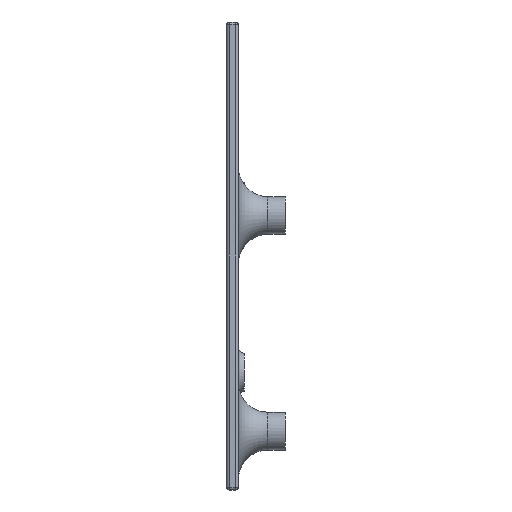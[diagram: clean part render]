
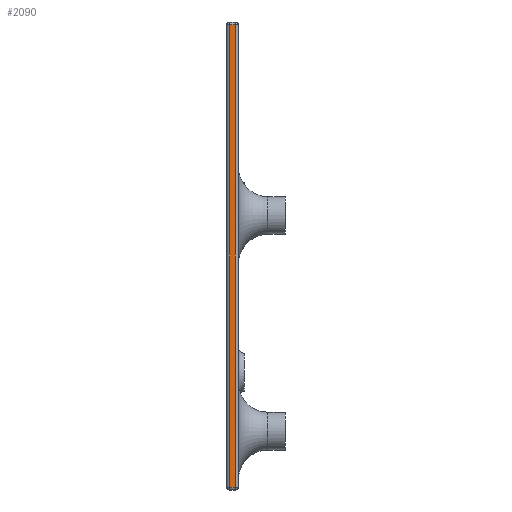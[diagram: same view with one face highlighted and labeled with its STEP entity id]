
A CAD part, left-side view. The second image highlights one B-rep face of the part: STEP entity #2090.
In plain terms, the highlighted planar face has unit normal (-1, 0, 0).
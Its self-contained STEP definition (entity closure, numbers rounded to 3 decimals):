
#66=PLANE('',#2368);
#161=LINE('',#4402,#261);
#164=LINE('',#4406,#264);
#168=LINE('',#4538,#268);
#171=LINE('',#4543,#271);
#261=VECTOR('',#2827,10.);
#264=VECTOR('',#2832,10.);
#268=VECTOR('',#2840,10.);
#271=VECTOR('',#2847,10.);
#498=FACE_OUTER_BOUND('',#664,.T.);
#664=EDGE_LOOP('',(#1809,#1810,#1811,#1812));
#942=VERTEX_POINT('',#3702);
#951=VERTEX_POINT('',#3849);
#956=VERTEX_POINT('',#3859);
#964=VERTEX_POINT('',#3881);
#1203=EDGE_CURVE('',#951,#964,#161,.T.);
#1206=EDGE_CURVE('',#964,#956,#164,.T.);
#1212=EDGE_CURVE('',#956,#942,#168,.T.);
#1215=EDGE_CURVE('',#942,#951,#171,.T.);
#1809=ORIENTED_EDGE('',*,*,#1203,.F.);
#1810=ORIENTED_EDGE('',*,*,#1215,.F.);
#1811=ORIENTED_EDGE('',*,*,#1212,.F.);
#1812=ORIENTED_EDGE('',*,*,#1206,.F.);
#2090=ADVANCED_FACE('',(#498),#66,.T.);
#2368=AXIS2_PLACEMENT_3D('',#5688,#2983,#2984);
#2827=DIRECTION('',(0.,0.,-1.));
#2832=DIRECTION('',(0.,1.,0.));
#2840=DIRECTION('',(0.,0.,1.));
#2847=DIRECTION('',(0.,-1.,0.));
#2983=DIRECTION('center_axis',(-1.,0.,0.));
#2984=DIRECTION('ref_axis',(0.,0.,1.));
#3702=CARTESIAN_POINT('',(0.,1.5,-0.5));
#3849=CARTESIAN_POINT('',(0.,0.5,-0.5));
#3859=CARTESIAN_POINT('',(0.,1.5,-79.));
#3881=CARTESIAN_POINT('',(0.,0.5,-79.));
#4402=CARTESIAN_POINT('',(0.,0.5,-59.625));
#4406=CARTESIAN_POINT('',(0.,0.,-79.));
#4538=CARTESIAN_POINT('',(0.,1.5,-59.625));
#4543=CARTESIAN_POINT('',(0.,0.,-0.5));
#5688=CARTESIAN_POINT('Origin',(0.,0.,-79.5));
